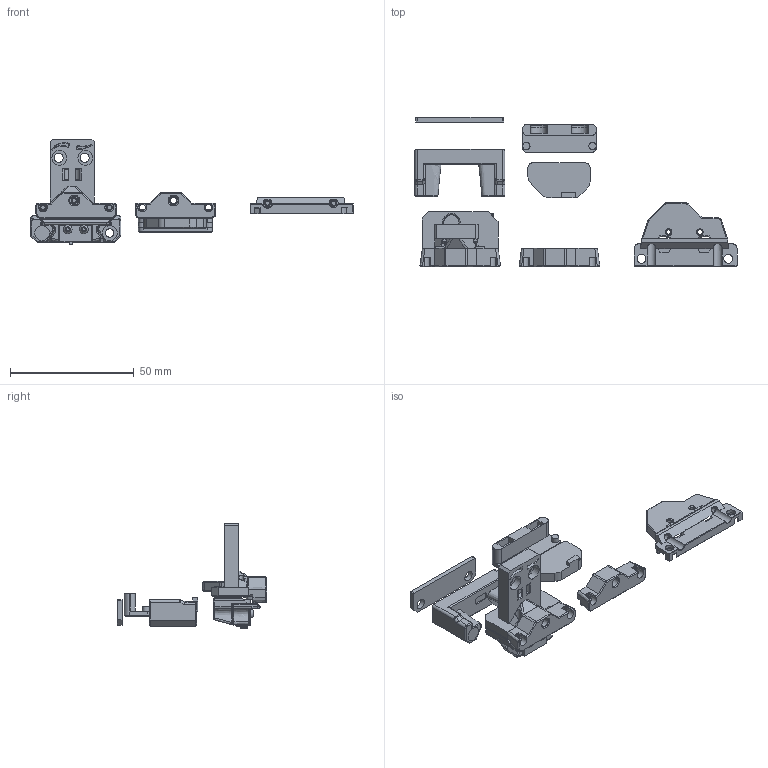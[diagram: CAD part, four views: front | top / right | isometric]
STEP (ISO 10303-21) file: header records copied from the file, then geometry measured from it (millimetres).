
FILE_DESCRIPTION(/* description */ (''),/* implementation_level */ '2;1');
FILE_NAME(/* name */ 'KlickyNGProbe v7.step',/* time_stamp */ '2022-06-02T16:51:38+01:00',/* author */ (''),/* organization */ (''),/* preprocessor_version */ 'ST-DEVELOPER v19',/* originating_system */ 'Autodesk Translation Framework v11.7.0.108',/* authorisation */ '');
FILE_SCHEMA (('AUTOMOTIVE_DESIGN { 1 0 10303 214 3 1 1 }'));
Length unit declared in the file: millimetre
Products named in the file (23): KlickyNGProbe; KlickyNG_Probe; KlickyNG_Probe_body; KlickyNG_Probe_insert; D2F (1); D2F_ACTUATOR (1); D2F_BASE (1); M2x10 Self-tapping Screw (1); Magnets (1); NG_ABSB_mount; KlickyNG_ABSB_mount_base; KlickyNG_ABSB_mount_front; KlickyNG_ABSB_mount_3mm_front; Magnets; KlickyNG_Probe_Dock; Magnets (2); KlickyNG_Probe_Helper; KlickyNG_Probe_Helper_mount; KlickyNG_Probe_Helper_probe; 2mm extender; Tiny-M; KlickyNG_Tiny-M_mount_base; KlickyNG_Tiny-M_mount_front
Assembly tree (22 placements, depth 4):
  KlickyNGProbe
    KlickyNG_Probe
      KlickyNG_Probe_body
      KlickyNG_Probe_insert
      D2F (1)
        D2F_ACTUATOR (1)
        D2F_BASE (1)
      M2x10 Self-tapping Screw (1)
      Magnets (1)
    NG_ABSB_mount
      KlickyNG_ABSB_mount_base
      KlickyNG_ABSB_mount_front
      KlickyNG_ABSB_mount_3mm_front
      Magnets
    KlickyNG_Probe_Dock
      Magnets (2)
    KlickyNG_Probe_Helper
      KlickyNG_Probe_Helper_mount
      KlickyNG_Probe_Helper_probe
    2mm extender
    Tiny-M
      KlickyNG_Tiny-M_mount_base
      KlickyNG_Tiny-M_mount_front
Bounding box: 129.91 x 60.33 x 42.51 mm (x, y, z)
Volume: 19432.4 mm3; surface area: 18901.3 mm2
Topology: 22 solids, 22 shells, 1000 faces, 2607 edges, 1660 vertices
Faces by surface type: plane 534, bspline 204, cylinder 187, cone 67, sphere 6, torus 2
Full cylindrical faces by diameter (mm): 1.6 x5, 1.8 x4, 1.9 x7, 2 x4, 2.5 x8, 3 x2, 3.4 x2, 3.5 x2, 3.6 x7, 4.2 x2, 6 x11, 6.3 x1, 6.4 x1
Entity records: 38738 total; most frequent: CARTESIAN_POINT 15010, ORIENTED_EDGE 5194, DIRECTION 4166, EDGE_CURVE 2597, VERTEX_POINT 1658, LINE 1418, VECTOR 1418, AXIS2_PLACEMENT_3D 1374
